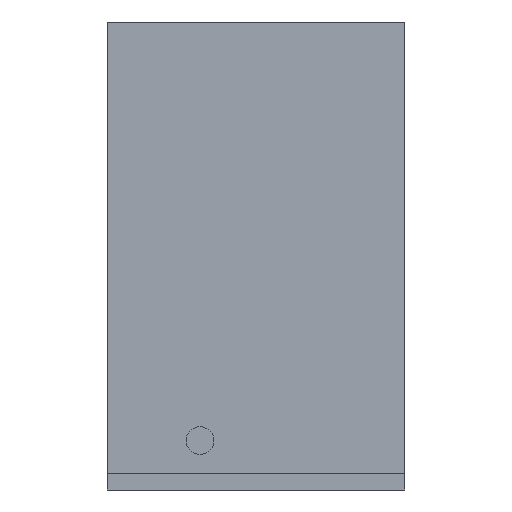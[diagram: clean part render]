
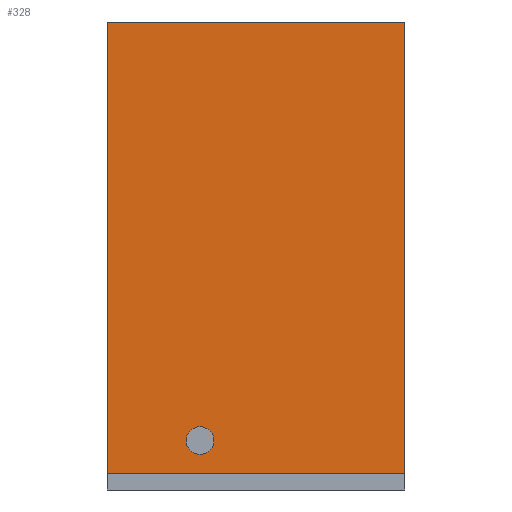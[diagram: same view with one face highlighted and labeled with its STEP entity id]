
A CAD part, left-side view. The second image highlights one B-rep face of the part: STEP entity #328.
In plain terms, the highlighted planar face has unit normal (-1, 0, 0).
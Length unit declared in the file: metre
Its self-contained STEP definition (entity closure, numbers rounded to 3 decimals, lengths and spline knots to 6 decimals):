
#12=CIRCLE('',#358,0.0025);
#53=ORIENTED_EDGE('',*,*,#128,.F.);
#54=ORIENTED_EDGE('',*,*,#111,.F.);
#55=ORIENTED_EDGE('',*,*,#131,.T.);
#56=ORIENTED_EDGE('',*,*,#122,.T.);
#57=ORIENTED_EDGE('',*,*,#129,.F.);
#111=EDGE_CURVE('',#155,#156,#185,.T.);
#122=EDGE_CURVE('',#164,#163,#196,.T.);
#128=EDGE_CURVE('',#156,#163,#202,.T.);
#129=EDGE_CURVE('',#167,#167,#12,.T.);
#131=EDGE_CURVE('',#155,#164,#203,.T.);
#155=VERTEX_POINT('',#471);
#156=VERTEX_POINT('',#473);
#163=VERTEX_POINT('',#492);
#164=VERTEX_POINT('',#494);
#167=VERTEX_POINT('',#507);
#185=LINE('',#472,#227);
#196=LINE('',#493,#238);
#202=LINE('',#504,#244);
#203=LINE('',#511,#245);
#227=VECTOR('',#384,1.);
#238=VECTOR('',#399,1.);
#244=VECTOR('',#409,1.);
#245=VECTOR('',#418,1.);
#269=EDGE_LOOP('',(#53,#54,#55,#56));
#270=EDGE_LOOP('',(#57));
#291=FACE_BOUND('',#269,.T.);
#292=FACE_BOUND('',#270,.T.);
#311=PLANE('',#360);
#328=ADVANCED_FACE('',(#291,#292),#311,.T.);
#358=AXIS2_PLACEMENT_3D('',#506,#412,#413);
#360=AXIS2_PLACEMENT_3D('',#510,#416,#417);
#384=DIRECTION('',(0.,0.,-1.));
#399=DIRECTION('',(0.,0.,-1.));
#409=DIRECTION('',(0.,1.,0.));
#412=DIRECTION('',(-1.,0.,0.));
#413=DIRECTION('',(0.,-1.,0.));
#416=DIRECTION('',(-1.,0.,0.));
#417=DIRECTION('',(0.,-1.,0.));
#418=DIRECTION('',(0.,1.,0.));
#471=CARTESIAN_POINT('',(-0.024,0.,0.06515));
#472=CARTESIAN_POINT('',(-0.024,0.,0.004));
#473=CARTESIAN_POINT('',(-0.024,0.,-0.016));
#492=CARTESIAN_POINT('',(-0.024,0.0536,-0.016));
#493=CARTESIAN_POINT('',(-0.024,0.0536,0.004));
#494=CARTESIAN_POINT('',(-0.024,0.0536,0.06515));
#504=CARTESIAN_POINT('',(-0.024,0.0268,-0.016));
#506=CARTESIAN_POINT('',(-0.024,0.036867,-0.010161));
#507=CARTESIAN_POINT('',(-0.024,0.034367,-0.010161));
#510=CARTESIAN_POINT('',(-0.024,0.0268,-0.006));
#511=CARTESIAN_POINT('',(-0.024,0.0268,0.06515));
